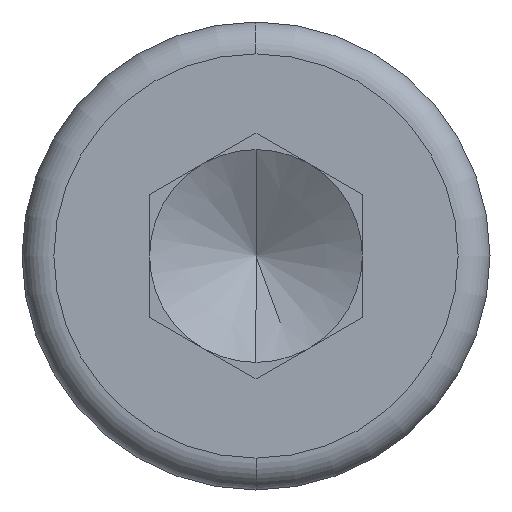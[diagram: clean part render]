
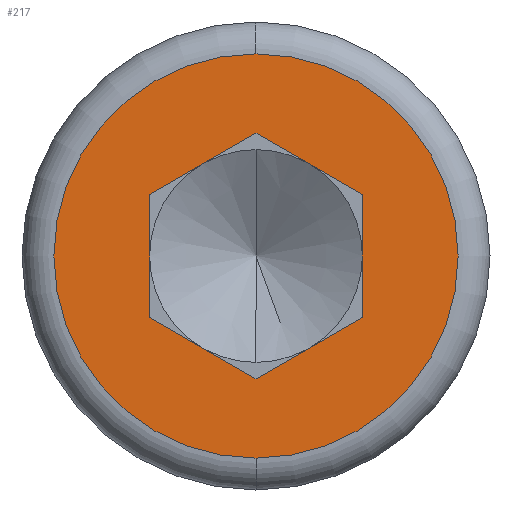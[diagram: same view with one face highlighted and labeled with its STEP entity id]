
A CAD part, left-side view. The second image highlights one B-rep face of the part: STEP entity #217.
In plain terms, the highlighted planar face has unit normal (-1, 0, 0).
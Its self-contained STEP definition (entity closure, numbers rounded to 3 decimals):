
#13 = DIRECTION ( 'NONE',  ( -1., 0., 0. ) ) ;
#19 = CARTESIAN_POINT ( 'NONE',  ( 0., 0., 0. ) ) ;
#20 = VECTOR ( 'NONE', #132, 1000. ) ;
#25 = LINE ( 'NONE', #375, #316 ) ;
#54 = CARTESIAN_POINT ( 'NONE',  ( 0., 0., 2.375 ) ) ;
#64 = DIRECTION ( 'NONE',  ( 0., -0.866, 0.5 ) ) ;
#71 = CARTESIAN_POINT ( 'NONE',  ( 0., 0., -1.443 ) ) ;
#75 = FACE_OUTER_BOUND ( 'NONE', #610, .T. ) ;
#76 = EDGE_CURVE ( 'NONE', #693, #250, #619, .T. ) ;
#93 = VERTEX_POINT ( 'NONE', #167 ) ;
#97 = ORIENTED_EDGE ( 'NONE', *, *, #700, .T. ) ;
#116 = VECTOR ( 'NONE', #497, 1000. ) ;
#122 = EDGE_CURVE ( 'NONE', #93, #552, #635, .T. ) ;
#132 = DIRECTION ( 'NONE',  ( 0., 0.866, 0.5 ) ) ;
#136 = VECTOR ( 'NONE', #360, 1000. ) ;
#160 = ORIENTED_EDGE ( 'NONE', *, *, #199, .T. ) ;
#167 = CARTESIAN_POINT ( 'NONE',  ( 0., 1.25, 0.722 ) ) ;
#177 = VERTEX_POINT ( 'NONE', #229 ) ;
#178 = DIRECTION ( 'NONE',  ( 0., 0., -1. ) ) ;
#189 = EDGE_CURVE ( 'NONE', #611, #716, #378, .T. ) ;
#199 = EDGE_CURVE ( 'NONE', #250, #662, #236, .T. ) ;
#205 = CARTESIAN_POINT ( 'NONE',  ( 0., -1.25, -0.722 ) ) ;
#217 = ADVANCED_FACE ( 'NONE', ( #703, #75 ), #530, .F. ) ;
#225 = ORIENTED_EDGE ( 'NONE', *, *, #321, .T. ) ;
#229 = CARTESIAN_POINT ( 'NONE',  ( 0., 1.25, -0.722 ) ) ;
#236 = LINE ( 'NONE', #416, #136 ) ;
#238 = CARTESIAN_POINT ( 'NONE',  ( 0., 0., 0. ) ) ;
#246 = LINE ( 'NONE', #71, #20 ) ;
#250 = VERTEX_POINT ( 'NONE', #205 ) ;
#282 = VECTOR ( 'NONE', #64, 1000. ) ;
#283 = CARTESIAN_POINT ( 'NONE',  ( 0., 1.25, 0.722 ) ) ;
#297 = CARTESIAN_POINT ( 'NONE',  ( 0., 0., 0. ) ) ;
#302 = CARTESIAN_POINT ( 'NONE',  ( 0., -1.25, 0.722 ) ) ;
#308 = ORIENTED_EDGE ( 'NONE', *, *, #122, .T. ) ;
#316 = VECTOR ( 'NONE', #372, 1000. ) ;
#321 = EDGE_CURVE ( 'NONE', #552, #693, #25, .T. ) ;
#352 = EDGE_CURVE ( 'NONE', #177, #93, #556, .T. ) ;
#360 = DIRECTION ( 'NONE',  ( 0., 0.866, -0.5 ) ) ;
#372 = DIRECTION ( 'NONE',  ( 0., -0.866, -0.5 ) ) ;
#375 = CARTESIAN_POINT ( 'NONE',  ( 0., 0., 1.443 ) ) ;
#378 = CIRCLE ( 'NONE', #443, 2.375 ) ;
#388 = CARTESIAN_POINT ( 'NONE',  ( 0., 1.25, -0.722 ) ) ;
#395 = CIRCLE ( 'NONE', #684, 2.375 ) ;
#415 = AXIS2_PLACEMENT_3D ( 'NONE', #19, #468, #711 ) ;
#416 = CARTESIAN_POINT ( 'NONE',  ( 0., -1.25, -0.722 ) ) ;
#443 = AXIS2_PLACEMENT_3D ( 'NONE', #297, #13, #697 ) ;
#468 = DIRECTION ( 'NONE',  ( 1., 0., 0. ) ) ;
#497 = DIRECTION ( 'NONE',  ( 0., 0., 1. ) ) ;
#530 = PLANE ( 'NONE',  #415 ) ;
#552 = VERTEX_POINT ( 'NONE', #618 ) ;
#556 = LINE ( 'NONE', #388, #116 ) ;
#561 = ORIENTED_EDGE ( 'NONE', *, *, #352, .T. ) ;
#610 = EDGE_LOOP ( 'NONE', ( #675, #731 ) ) ;
#611 = VERTEX_POINT ( 'NONE', #54 ) ;
#618 = CARTESIAN_POINT ( 'NONE',  ( 0., 0., 1.443 ) ) ;
#619 = LINE ( 'NONE', #757, #628 ) ;
#628 = VECTOR ( 'NONE', #750, 1000. ) ;
#635 = LINE ( 'NONE', #283, #282 ) ;
#645 = DIRECTION ( 'NONE',  ( -1., 0., 0. ) ) ;
#662 = VERTEX_POINT ( 'NONE', #752 ) ;
#675 = ORIENTED_EDGE ( 'NONE', *, *, #732, .T. ) ;
#684 = AXIS2_PLACEMENT_3D ( 'NONE', #238, #645, #178 ) ;
#693 = VERTEX_POINT ( 'NONE', #302 ) ;
#697 = DIRECTION ( 'NONE',  ( 0., 0., -1. ) ) ;
#700 = EDGE_CURVE ( 'NONE', #662, #177, #246, .T. ) ;
#703 = FACE_BOUND ( 'NONE', #737, .T. ) ;
#710 = CARTESIAN_POINT ( 'NONE',  ( 0., 0., -2.375 ) ) ;
#711 = DIRECTION ( 'NONE',  ( 0., 1., 0. ) ) ;
#716 = VERTEX_POINT ( 'NONE', #710 ) ;
#719 = ORIENTED_EDGE ( 'NONE', *, *, #76, .T. ) ;
#731 = ORIENTED_EDGE ( 'NONE', *, *, #189, .T. ) ;
#732 = EDGE_CURVE ( 'NONE', #716, #611, #395, .T. ) ;
#737 = EDGE_LOOP ( 'NONE', ( #160, #97, #561, #308, #225, #719 ) ) ;
#750 = DIRECTION ( 'NONE',  ( 0., 0., -1. ) ) ;
#752 = CARTESIAN_POINT ( 'NONE',  ( 0., 0., -1.443 ) ) ;
#757 = CARTESIAN_POINT ( 'NONE',  ( 0., -1.25, 0.722 ) ) ;
